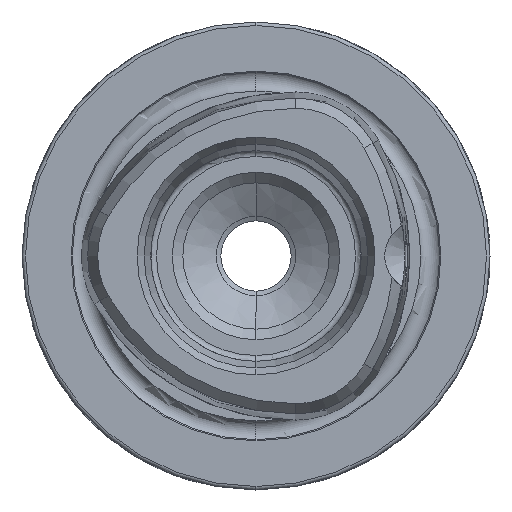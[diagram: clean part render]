
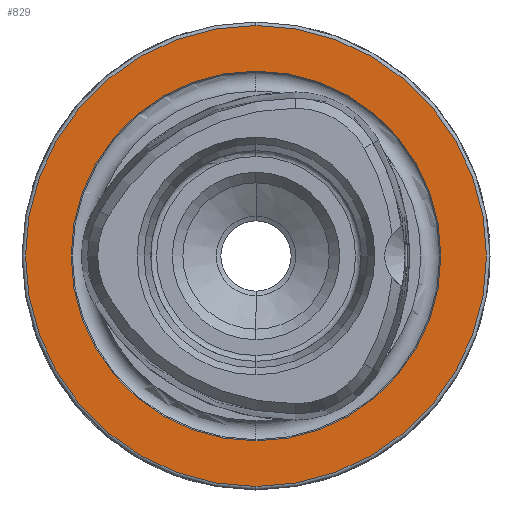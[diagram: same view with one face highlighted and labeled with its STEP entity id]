
A CAD part, left-side view. The second image highlights one B-rep face of the part: STEP entity #829.
In plain terms, the highlighted planar face has unit normal (-1, 0, 0).
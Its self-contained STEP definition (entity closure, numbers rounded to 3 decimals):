
#238 = DIRECTION ( 'NONE',  ( 0., 0., 1. ) ) ;
#439 = FACE_BOUND ( 'NONE', #12325, .T. ) ;
#822 = DIRECTION ( 'NONE',  ( 0., 0., 1. ) ) ;
#829 = ADVANCED_FACE ( 'NONE', ( #439, #2366 ), #8325, .F. ) ;
#1242 = EDGE_CURVE ( 'NONE', #11617, #7347, #7204, .T. ) ;
#1487 = VERTEX_POINT ( 'NONE', #8027 ) ;
#2366 = FACE_OUTER_BOUND ( 'NONE', #11766, .T. ) ;
#2528 = CARTESIAN_POINT ( 'NONE',  ( 0., 0., 19.7 ) ) ;
#2955 = CIRCLE ( 'NONE', #8356, 15.8 ) ;
#3083 = CARTESIAN_POINT ( 'NONE',  ( 0., 15.8, 0. ) ) ;
#3332 = ORIENTED_EDGE ( 'NONE', *, *, #12818, .T. ) ;
#3682 = ORIENTED_EDGE ( 'NONE', *, *, #1242, .T. ) ;
#4779 = ORIENTED_EDGE ( 'NONE', *, *, #5883, .F. ) ;
#5317 = CARTESIAN_POINT ( 'NONE',  ( 0., 0., 0. ) ) ;
#5554 = CARTESIAN_POINT ( 'NONE',  ( 0., 0., 0. ) ) ;
#5883 = EDGE_CURVE ( 'NONE', #1487, #10505, #12468, .T. ) ;
#6196 = AXIS2_PLACEMENT_3D ( 'NONE', #12652, #8644, #7419 ) ;
#6508 = CARTESIAN_POINT ( 'NONE',  ( 0., 0., -19.7 ) ) ;
#7204 = CIRCLE ( 'NONE', #9171, 19.7 ) ;
#7206 = DIRECTION ( 'NONE',  ( 1., 0., 0. ) ) ;
#7347 = VERTEX_POINT ( 'NONE', #6508 ) ;
#7405 = ORIENTED_EDGE ( 'NONE', *, *, #8609, .F. ) ;
#7419 = DIRECTION ( 'NONE',  ( 0., 0., 1. ) ) ;
#7491 = DIRECTION ( 'NONE',  ( -1., 0., 0. ) ) ;
#7692 = CIRCLE ( 'NONE', #10439, 19.7 ) ;
#8027 = CARTESIAN_POINT ( 'NONE',  ( 0., 0., 15.8 ) ) ;
#8325 = PLANE ( 'NONE',  #9418 ) ;
#8356 = AXIS2_PLACEMENT_3D ( 'NONE', #13147, #12201, #822 ) ;
#8609 = EDGE_CURVE ( 'NONE', #10505, #1487, #2955, .T. ) ;
#8633 = DIRECTION ( 'NONE',  ( 0., 0., 1. ) ) ;
#8644 = DIRECTION ( 'NONE',  ( -1., 0., 0. ) ) ;
#9171 = AXIS2_PLACEMENT_3D ( 'NONE', #5317, #7491, #238 ) ;
#9386 = DIRECTION ( 'NONE',  ( 0., 0., -1. ) ) ;
#9418 = AXIS2_PLACEMENT_3D ( 'NONE', #3083, #7206, #9386 ) ;
#10123 = CARTESIAN_POINT ( 'NONE',  ( 0., 0., -15.8 ) ) ;
#10439 = AXIS2_PLACEMENT_3D ( 'NONE', #5554, #11535, #8633 ) ;
#10505 = VERTEX_POINT ( 'NONE', #10123 ) ;
#11535 = DIRECTION ( 'NONE',  ( -1., 0., 0. ) ) ;
#11617 = VERTEX_POINT ( 'NONE', #2528 ) ;
#11766 = EDGE_LOOP ( 'NONE', ( #3682, #3332 ) ) ;
#12201 = DIRECTION ( 'NONE',  ( -1., 0., 0. ) ) ;
#12325 = EDGE_LOOP ( 'NONE', ( #4779, #7405 ) ) ;
#12468 = CIRCLE ( 'NONE', #6196, 15.8 ) ;
#12652 = CARTESIAN_POINT ( 'NONE',  ( 0., 0., 0. ) ) ;
#12818 = EDGE_CURVE ( 'NONE', #7347, #11617, #7692, .T. ) ;
#13147 = CARTESIAN_POINT ( 'NONE',  ( 0., 0., 0. ) ) ;
